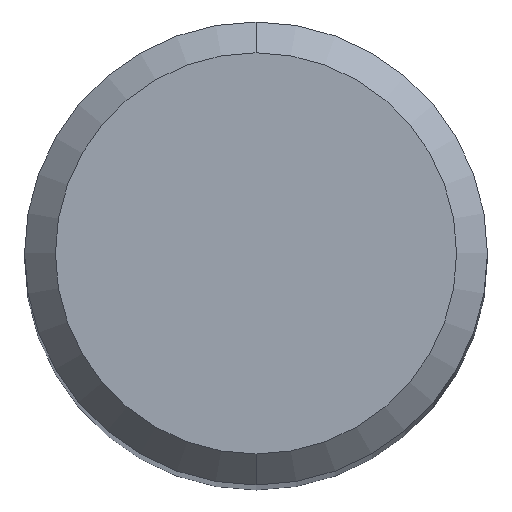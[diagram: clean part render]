
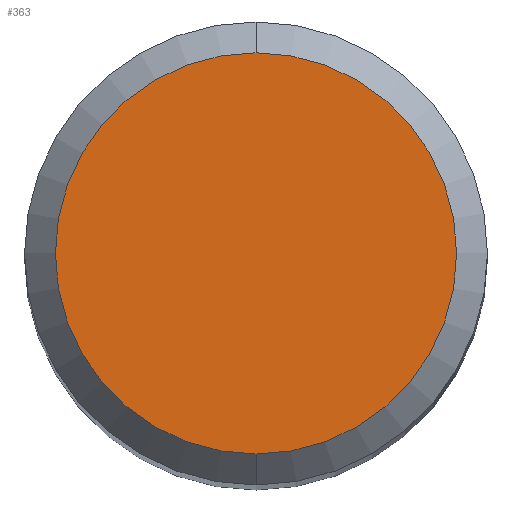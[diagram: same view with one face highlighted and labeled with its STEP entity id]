
A CAD part, top view. The second image highlights one B-rep face of the part: STEP entity #363.
In plain terms, the highlighted planar face has unit normal (0, 0, 1).
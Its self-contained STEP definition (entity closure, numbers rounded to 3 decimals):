
#249=EDGE_CURVE('',#251,#301,#550,.T.);
#251=VERTEX_POINT('',#552);
#301=VERTEX_POINT('',#607);
#347=EDGE_CURVE('',#301,#251,#656,.T.);
#363=ADVANCED_FACE('',(#674),#675,.T.);
#550=CIRCLE('',#930,2.6);
#552=CARTESIAN_POINT('',(0.0,2.6,0.0));
#607=CARTESIAN_POINT('',(0.,-2.6,0.0));
#656=CIRCLE('',#1177,2.6);
#674=FACE_OUTER_BOUND('',#1230,.T.);
#675=PLANE('',#1231);
#930=AXIS2_PLACEMENT_3D('',#1481,#1482,#1483);
#1177=AXIS2_PLACEMENT_3D('',#1603,#1604,#1605);
#1230=EDGE_LOOP('',(#1625,#1626));
#1231=AXIS2_PLACEMENT_3D('',#1627,#1628,#1629);
#1481=CARTESIAN_POINT('',(0.0,0.0,0.0));
#1482=DIRECTION('',(0.0,0.0,-1.0));
#1483=DIRECTION('',(0.0,1.0,0.0));
#1603=CARTESIAN_POINT('',(0.0,0.0,0.0));
#1604=DIRECTION('',(0.0,0.0,-1.0));
#1605=DIRECTION('',(0.0,1.0,0.0));
#1625=ORIENTED_EDGE('',*,*,#249,.F.);
#1626=ORIENTED_EDGE('',*,*,#347,.F.);
#1627=CARTESIAN_POINT('',(0.0,1.3,0.0));
#1628=DIRECTION('',(-0.0,0.0,1.0));
#1629=DIRECTION('',(0.0,-1.0,0.0));
